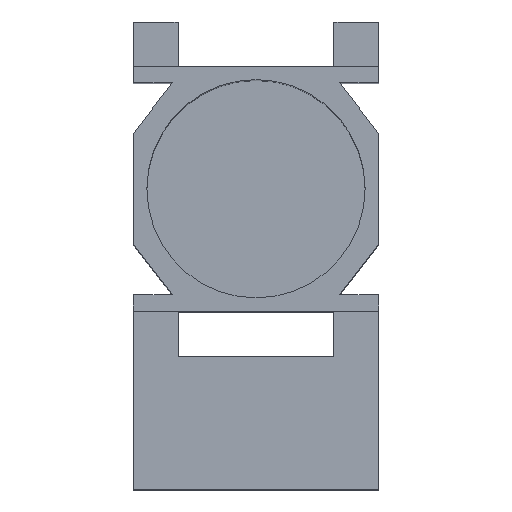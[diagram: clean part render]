
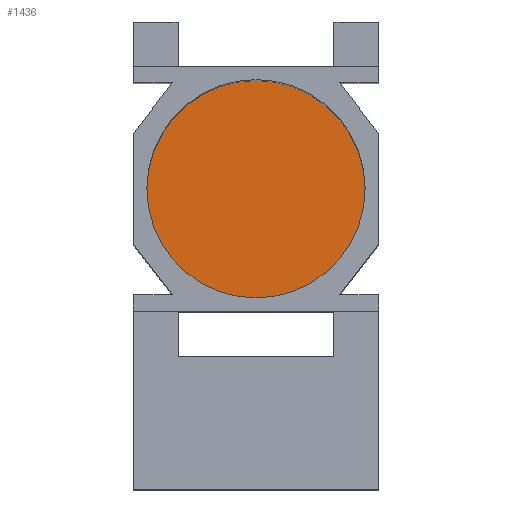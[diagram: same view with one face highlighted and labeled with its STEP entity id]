
A CAD part, top view. The second image highlights one B-rep face of the part: STEP entity #1436.
In plain terms, the highlighted planar face has unit normal (0, 0, 1).
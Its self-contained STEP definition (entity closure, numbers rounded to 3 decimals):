
#431=CARTESIAN_POINT('',(0.,0.,-12.));
#432=DIRECTION('',(0.,0.,1.));
#433=DIRECTION('',(1.,0.,0.));
#434=AXIS2_PLACEMENT_3D('',#431,#432,#433);
#439=CARTESIAN_POINT('',(0.,0.,-12.));
#440=DIRECTION('',(0.,0.,1.));
#441=DIRECTION('',(-1.,0.,0.));
#442=AXIS2_PLACEMENT_3D('',#439,#440,#441);
#1023=CARTESIAN_POINT('',(4.9,0.,-12.));
#1024=CARTESIAN_POINT('',(-4.9,0.,-12.));
#1025=VERTEX_POINT('',#1023);
#1026=VERTEX_POINT('',#1024);
#1427=CARTESIAN_POINT('',(0.,0.,-12.));
#1428=DIRECTION('',(0.,0.,1.));
#1429=DIRECTION('',(1.,0.,0.));
#1430=AXIS2_PLACEMENT_3D('',#1427,#1428,#1429);
#1431=PLANE('',#1430);
#1432=ORIENTED_EDGE('',*,*,#1407,.F.);
#1433=ORIENTED_EDGE('',*,*,#1421,.F.);
#1434=EDGE_LOOP('',(#1432,#1433));
#1435=FACE_OUTER_BOUND('',#1434,.F.);
#1436=ADVANCED_FACE('',(#1435),#1431,.T.);
#435=CIRCLE('',#434,4.9);
#443=CIRCLE('',#442,4.9);
#1407=EDGE_CURVE('',#1025,#1026,#435,.T.);
#1421=EDGE_CURVE('',#1026,#1025,#443,.T.);
